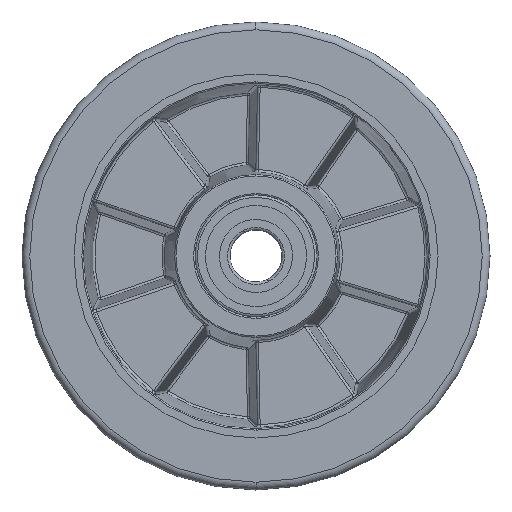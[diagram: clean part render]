
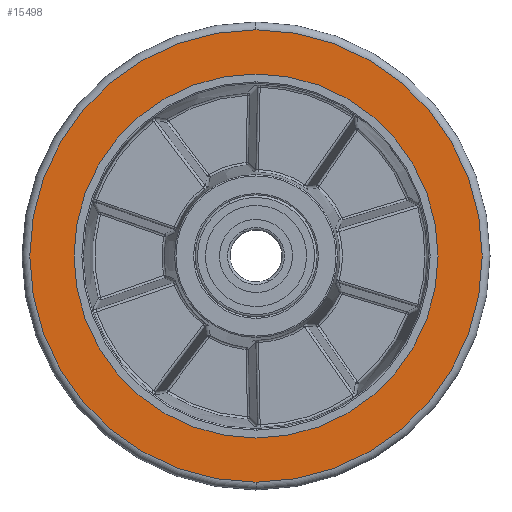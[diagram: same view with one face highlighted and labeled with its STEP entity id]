
A CAD part, left-side view. The second image highlights one B-rep face of the part: STEP entity #15498.
In plain terms, the highlighted planar face has unit normal (-1, 0, 0).
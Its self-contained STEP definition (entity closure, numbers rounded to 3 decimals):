
#900 = VERTEX_POINT ( 'NONE', #1218 ) ;
#944 = CIRCLE ( 'NONE', #11781, 70. ) ;
#1218 = CARTESIAN_POINT ( 'NONE',  ( -25., 0., -70. ) ) ;
#1644 = DIRECTION ( 'NONE',  ( 1., 0., 0. ) ) ;
#1750 = CARTESIAN_POINT ( 'NONE',  ( -25., 70., 0. ) ) ;
#1804 = AXIS2_PLACEMENT_3D ( 'NONE', #12135, #3295, #17733 ) ;
#1872 = VERTEX_POINT ( 'NONE', #4598 ) ;
#2226 = DIRECTION ( 'NONE',  ( 0., 0., 1. ) ) ;
#3295 = DIRECTION ( 'NONE',  ( -1., 0., 0. ) ) ;
#3465 = CARTESIAN_POINT ( 'NONE',  ( -25., 0., 70. ) ) ;
#3900 = EDGE_CURVE ( 'NONE', #900, #5801, #12472, .T. ) ;
#3929 = ORIENTED_EDGE ( 'NONE', *, *, #19138, .T. ) ;
#4306 = DIRECTION ( 'NONE',  ( -1., 0., 0. ) ) ;
#4598 = CARTESIAN_POINT ( 'NONE',  ( -25., 0., -87. ) ) ;
#4729 = FACE_OUTER_BOUND ( 'NONE', #8868, .T. ) ;
#5437 = ORIENTED_EDGE ( 'NONE', *, *, #3900, .F. ) ;
#5496 = CARTESIAN_POINT ( 'NONE',  ( -25., 0., 0. ) ) ;
#5801 = VERTEX_POINT ( 'NONE', #3465 ) ;
#6864 = CARTESIAN_POINT ( 'NONE',  ( -25., 0., 87. ) ) ;
#7660 = DIRECTION ( 'NONE',  ( 0., 0., -1. ) ) ;
#8164 = AXIS2_PLACEMENT_3D ( 'NONE', #17319, #16151, #18966 ) ;
#8868 = EDGE_LOOP ( 'NONE', ( #3929, #14515 ) ) ;
#10253 = DIRECTION ( 'NONE',  ( 0., 0., 1. ) ) ;
#11360 = ORIENTED_EDGE ( 'NONE', *, *, #13562, .F. ) ;
#11781 = AXIS2_PLACEMENT_3D ( 'NONE', #18980, #4306, #10253 ) ;
#11997 = EDGE_CURVE ( 'NONE', #13406, #1872, #15868, .T. ) ;
#12036 = FACE_BOUND ( 'NONE', #16300, .T. ) ;
#12127 = PLANE ( 'NONE',  #12576 ) ;
#12135 = CARTESIAN_POINT ( 'NONE',  ( -25., 0., 0. ) ) ;
#12472 = CIRCLE ( 'NONE', #18971, 70. ) ;
#12576 = AXIS2_PLACEMENT_3D ( 'NONE', #1750, #1644, #7660 ) ;
#13406 = VERTEX_POINT ( 'NONE', #6864 ) ;
#13562 = EDGE_CURVE ( 'NONE', #5801, #900, #944, .T. ) ;
#14157 = DIRECTION ( 'NONE',  ( -1., 0., 0. ) ) ;
#14515 = ORIENTED_EDGE ( 'NONE', *, *, #11997, .T. ) ;
#15498 = ADVANCED_FACE ( 'NONE', ( #4729, #12036 ), #12127, .F. ) ;
#15868 = CIRCLE ( 'NONE', #8164, 87. ) ;
#16151 = DIRECTION ( 'NONE',  ( -1., 0., 0. ) ) ;
#16300 = EDGE_LOOP ( 'NONE', ( #11360, #5437 ) ) ;
#16968 = CIRCLE ( 'NONE', #1804, 87. ) ;
#17319 = CARTESIAN_POINT ( 'NONE',  ( -25., 0., 0. ) ) ;
#17733 = DIRECTION ( 'NONE',  ( 0., 0., -1. ) ) ;
#18966 = DIRECTION ( 'NONE',  ( 0., 0., -1. ) ) ;
#18971 = AXIS2_PLACEMENT_3D ( 'NONE', #5496, #14157, #2226 ) ;
#18980 = CARTESIAN_POINT ( 'NONE',  ( -25., 0., 0. ) ) ;
#19138 = EDGE_CURVE ( 'NONE', #1872, #13406, #16968, .T. ) ;
